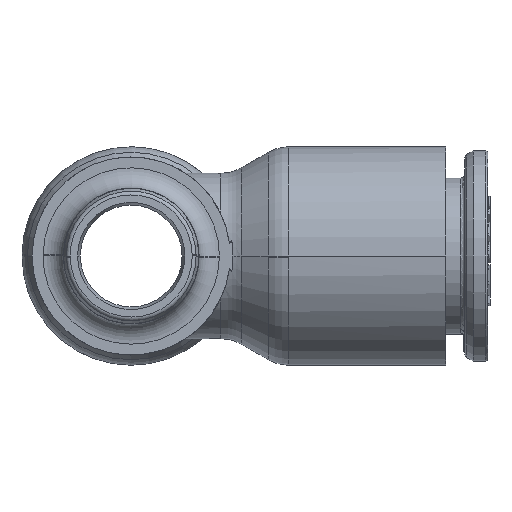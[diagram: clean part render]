
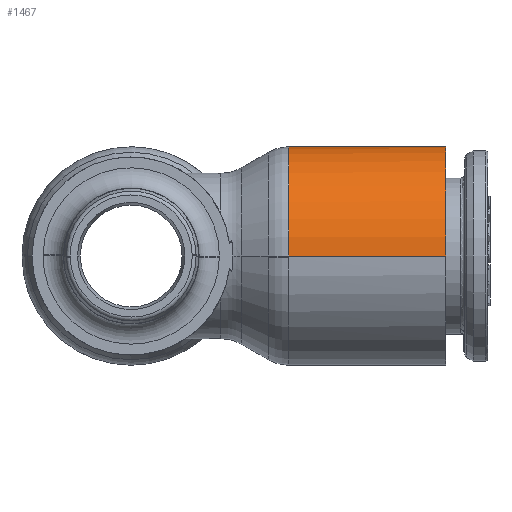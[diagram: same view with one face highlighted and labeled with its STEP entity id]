
A CAD part, front view. The second image highlights one B-rep face of the part: STEP entity #1467.
In plain terms, the highlighted cylindrical face has radius 8.05 mm (diameter 16.1 mm), a partial arc.
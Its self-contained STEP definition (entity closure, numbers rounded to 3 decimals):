
#1467=ADVANCED_FACE('',(#4129),#4130,.T.);
#4129=FACE_OUTER_BOUND('',#11737,.T.);
#4130=CYLINDRICAL_SURFACE('',#11738,8.05);
#11737=EDGE_LOOP('',(#21500,#21501,#21502,#21503,#21504));
#11738=AXIS2_PLACEMENT_3D('',#21505,#21506,#21507);
#21500=ORIENTED_EDGE('',*,*,#25749,.F.);
#21501=ORIENTED_EDGE('',*,*,#25750,.F.);
#21502=ORIENTED_EDGE('',*,*,#25751,.T.);
#21503=ORIENTED_EDGE('',*,*,#25580,.F.);
#21504=ORIENTED_EDGE('',*,*,#25748,.F.);
#21505=CARTESIAN_POINT('',(-1.16,0.0,0.0));
#21506=DIRECTION('',(-1.0,-0.0,0.0));
#21507=DIRECTION('',(0.0,-1.0,0.0));
#25580=EDGE_CURVE('',#30975,#30978,#30979,.T.);
#25748=EDGE_CURVE('',#30986,#30975,#31257,.T.);
#25749=EDGE_CURVE('',#31258,#30986,#31259,.T.);
#25750=EDGE_CURVE('',#31260,#31258,#31261,.T.);
#25751=EDGE_CURVE('',#31260,#30978,#31262,.T.);
#30975=VERTEX_POINT('',#41229);
#30978=VERTEX_POINT('',#41232);
#30979=CIRCLE('',#41233,8.05);
#30986=VERTEX_POINT('',#41240);
#31257=CIRCLE('',#41936,8.05);
#31258=VERTEX_POINT('',#41937);
#31259=LINE('',#41938,#41939);
#31260=VERTEX_POINT('',#41940);
#31261=CIRCLE('',#41941,8.05);
#31262=LINE('',#41942,#41943);
#41229=CARTESIAN_POINT('',(11.604,8.049,0.106));
#41232=CARTESIAN_POINT('',(11.604,8.05,0.0));
#41233=AXIS2_PLACEMENT_3D('',#46691,#46692,#46693);
#41240=CARTESIAN_POINT('',(11.604,-8.05,0.0));
#41936=AXIS2_PLACEMENT_3D('',#46945,#46946,#46947);
#41937=CARTESIAN_POINT('',(23.2,-8.05,0.0));
#41938=CARTESIAN_POINT('',(23.2,-8.05,0.0));
#41939=VECTOR('',#46948,11.596);
#41940=CARTESIAN_POINT('',(23.2,8.05,0.0));
#41941=AXIS2_PLACEMENT_3D('',#46949,#46950,#46951);
#41942=CARTESIAN_POINT('',(23.2,8.05,0.0));
#41943=VECTOR('',#46952,11.596);
#46691=CARTESIAN_POINT('',(11.604,0.0,0.0));
#46692=DIRECTION('',(-1.0,0.0,0.0));
#46693=DIRECTION('',(0.0,-1.0,0.0));
#46945=CARTESIAN_POINT('',(11.604,0.0,0.0));
#46946=DIRECTION('',(-1.0,0.0,0.0));
#46947=DIRECTION('',(0.0,-1.0,0.0));
#46948=DIRECTION('',(-1.0,0.0,0.));
#46949=CARTESIAN_POINT('',(23.2,0.0,0.0));
#46950=DIRECTION('',(1.0,0.0,0.0));
#46951=DIRECTION('',(0.0,1.0,0.0));
#46952=DIRECTION('',(-1.0,0.0,0.));
